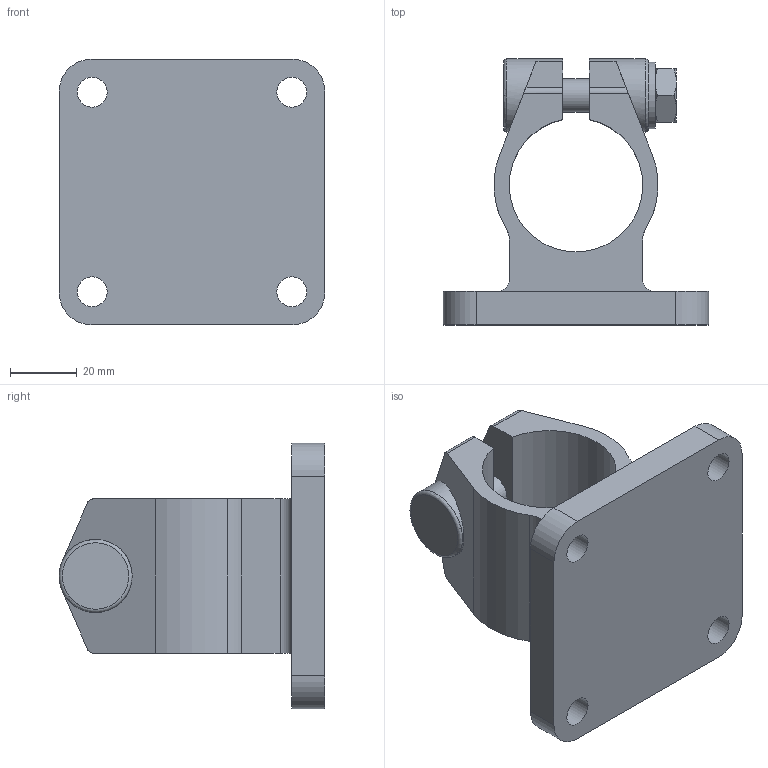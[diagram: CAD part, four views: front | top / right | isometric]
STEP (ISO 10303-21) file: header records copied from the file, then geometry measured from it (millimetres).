
FILE_DESCRIPTION( ( 'STEP AP214' ), '1' );
FILE_NAME( 'K0479.140.stp', '2020-12-08T09:56:21', ( '' ), ( '' ), ' ', 'PARTsolutions', ' ' );
FILE_SCHEMA( ( 'AUTOMOTIVE_DESIGN { 1 0 10303 214 1 1 1 1 }' ) );
Length unit declared in the file: millimetre
Products named in the file (1): _K0479.140
Bounding box: 80 x 79.99 x 80 mm (x, y, z)
Volume: 129315.2 mm3; surface area: 32489.9 mm2
Topology: 1 solids, 3 shells, 71 faces, 176 edges, 113 vertices
Faces by surface type: plane 31, cylinder 26, cone 12, torus 2
Full cylindrical faces by diameter (mm): 8.376 x1, 9 x4, 10 x2, 11 x1, 20 x1, 22 x2
Entity records: 2712 total; most frequent: CARTESIAN_POINT 484, DIRECTION 346, ORIENTED_EDGE 318, EDGE_CURVE 159, AXIS2_PLACEMENT_3D 139, VERTEX_POINT 109, EDGE_LOOP 98, FACE_OUTER_BOUND 84
